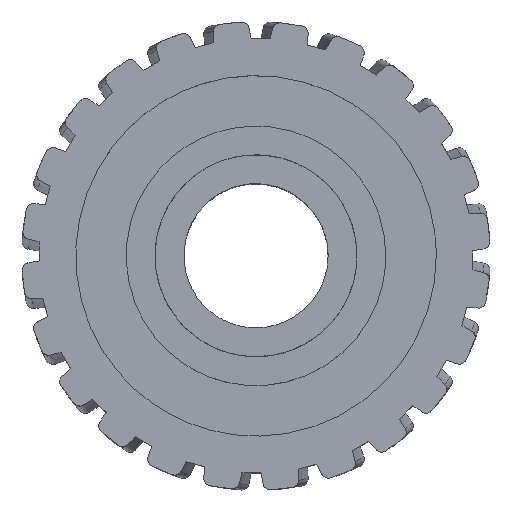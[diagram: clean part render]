
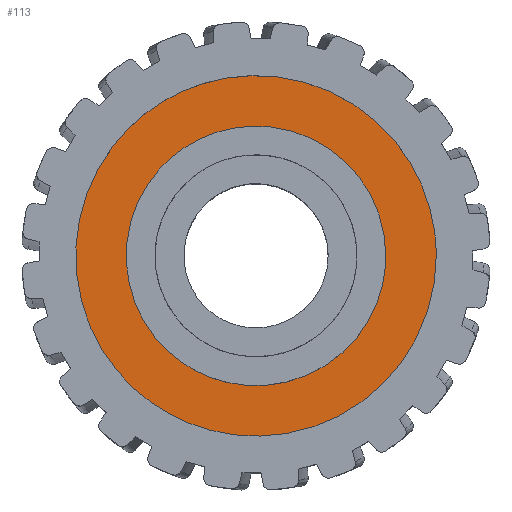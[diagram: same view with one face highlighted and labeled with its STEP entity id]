
A CAD part, top view. The second image highlights one B-rep face of the part: STEP entity #113.
In plain terms, the highlighted free-form (B-spline) face has degree [1, 1] with [2, 2] control points.
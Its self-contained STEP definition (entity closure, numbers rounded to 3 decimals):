
#34 = VERTEX_POINT('',#35);
#35 = CARTESIAN_POINT('',(18.248,0.,
    6.113));
#40 = EDGE_CURVE('',#34,#34,#41,.T.);
#41 = ( BOUNDED_CURVE() B_SPLINE_CURVE(2,(#42,#43,#44,#45,#46,#47,#48),
.UNSPECIFIED.,.T.,.F.) B_SPLINE_CURVE_WITH_KNOTS((1,2,2,2,2,1),(
    -2.094,0.,2.094,4.189,6.283,
8.378),.UNSPECIFIED.) CURVE() GEOMETRIC_REPRESENTATION_ITEM() 
RATIONAL_B_SPLINE_CURVE((1.,0.5,1.,0.5,1.,0.5,1.)) REPRESENTATION_ITEM(
  '') );
#42 = CARTESIAN_POINT('',(18.248,0.,
    6.113));
#43 = CARTESIAN_POINT('',(18.248,31.522,6.113
    ));
#44 = CARTESIAN_POINT('',(-9.051,15.761,6.113
    ));
#45 = CARTESIAN_POINT('',(-36.349,0.,
    6.113));
#46 = CARTESIAN_POINT('',(-9.051,-15.761,6.113)
  );
#47 = CARTESIAN_POINT('',(18.248,-31.522,6.113
    ));
#48 = CARTESIAN_POINT('',(18.248,0.,
    6.113));
#69 = EDGE_CURVE('',#70,#70,#72,.T.);
#70 = VERTEX_POINT('',#71);
#71 = CARTESIAN_POINT('',(25.326,0.,
    6.113));
#72 = ( BOUNDED_CURVE() B_SPLINE_CURVE(2,(#73,#74,#75,#76,#77,#78,#79),
.UNSPECIFIED.,.T.,.F.) B_SPLINE_CURVE_WITH_KNOTS((1,2,2,2,2,1),(
    -2.094,0.,2.094,4.189,6.283,
8.378),.UNSPECIFIED.) CURVE() GEOMETRIC_REPRESENTATION_ITEM() 
RATIONAL_B_SPLINE_CURVE((1.,0.5,1.,0.5,1.,0.5,1.)) REPRESENTATION_ITEM(
  '') );
#73 = CARTESIAN_POINT('',(25.326,0.,
    6.113));
#74 = CARTESIAN_POINT('',(25.326,-43.781,6.113)
  );
#75 = CARTESIAN_POINT('',(-12.589,-21.89,6.113)
  );
#76 = CARTESIAN_POINT('',(-50.504,0.,
    6.113));
#77 = CARTESIAN_POINT('',(-12.589,21.89,6.113)
  );
#78 = CARTESIAN_POINT('',(25.326,43.781,6.113
    ));
#79 = CARTESIAN_POINT('',(25.326,0.,
    6.113));
#113 = ADVANCED_FACE('',(#114,#117),#120,.T.);
#114 = FACE_BOUND('',#115,.T.);
#115 = EDGE_LOOP('',(#116));
#116 = ORIENTED_EDGE('',*,*,#40,.F.);
#117 = FACE_BOUND('',#118,.T.);
#118 = EDGE_LOOP('',(#119));
#119 = ORIENTED_EDGE('',*,*,#69,.F.);
#120 = B_SPLINE_SURFACE_WITH_KNOTS('',1,1,(
    (#121,#122)
    ,(#123,#124
    )),.UNSPECIFIED.,.F.,.F.,.F.,(2,2),(2,2),(-25.,25.),(-25.,25.),
  .PIECEWISE_BEZIER_KNOTS.);
#121 = CARTESIAN_POINT('',(-25.228,-25.277,
    6.113));
#122 = CARTESIAN_POINT('',(-25.228,25.277,
    6.113));
#123 = CARTESIAN_POINT('',(25.326,-25.277,
    6.113));
#124 = CARTESIAN_POINT('',(25.326,25.277,
    6.113));
